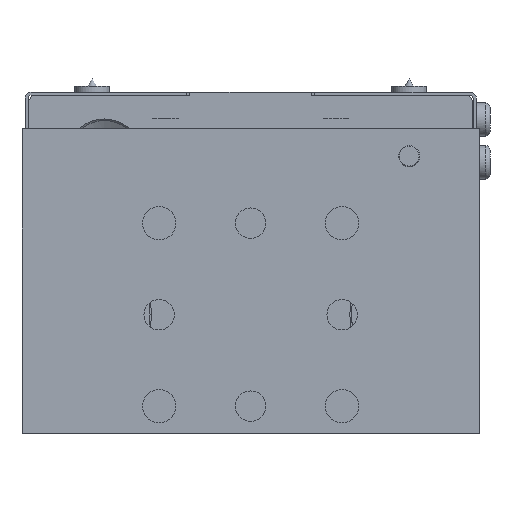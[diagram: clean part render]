
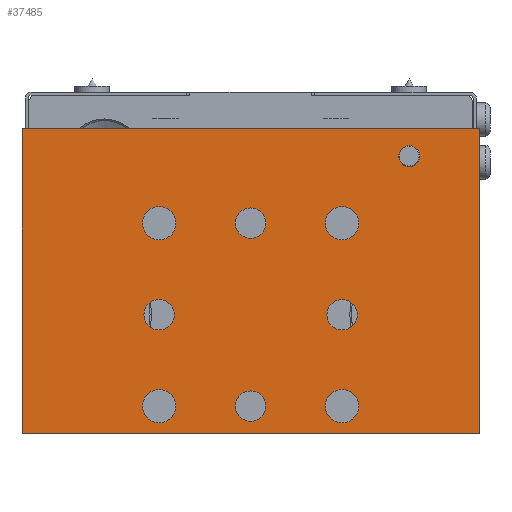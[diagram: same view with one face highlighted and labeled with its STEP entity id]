
A CAD part, left-side view. The second image highlights one B-rep face of the part: STEP entity #37485.
In plain terms, the highlighted face is planar.
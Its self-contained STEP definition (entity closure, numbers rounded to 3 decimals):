
#37347=CARTESIAN_POINT('',(540.,0.,49.));
#37348=DIRECTION('',(1.0,0.0,0.0));
#37349=DIRECTION('',(0.0,1.0,0.0));
#37350=AXIS2_PLACEMENT_3D('',#37347,#37348,#37349);
#37351=PLANE('',#37350);
#37352=CARTESIAN_POINT('',(540.,-75.,-1.));
#37353=VERTEX_POINT('',#37352);
#37354=CARTESIAN_POINT('',(540.,-75.,99.));
#37355=VERTEX_POINT('',#37354);
#37356=CARTESIAN_POINT('',(540.,-75.,-1.));
#37357=DIRECTION('',(0.0,0.0,1.0));
#37358=VECTOR('',#37357,100.);
#37359=LINE('',#37356,#37358);
#37360=EDGE_CURVE('',#37353,#37355,#37359,.T.);
#37361=ORIENTED_EDGE('',*,*,#37360,.F.);
#37362=CARTESIAN_POINT('',(540.,75.,-1.));
#37363=VERTEX_POINT('',#37362);
#37364=CARTESIAN_POINT('',(540.,75.,-1.));
#37365=DIRECTION('',(0.0,-1.0,0.0));
#37366=VECTOR('',#37365,150.);
#37367=LINE('',#37364,#37366);
#37368=EDGE_CURVE('',#37363,#37353,#37367,.T.);
#37369=ORIENTED_EDGE('',*,*,#37368,.F.);
#37370=CARTESIAN_POINT('',(540.,75.,99.));
#37371=VERTEX_POINT('',#37370);
#37372=CARTESIAN_POINT('',(540.,75.,99.));
#37373=DIRECTION('',(0.0,0.0,-1.0));
#37374=VECTOR('',#37373,100.0);
#37375=LINE('',#37372,#37374);
#37376=EDGE_CURVE('',#37371,#37363,#37375,.T.);
#37377=ORIENTED_EDGE('',*,*,#37376,.F.);
#37378=CARTESIAN_POINT('',(540.,-75.,99.));
#37379=DIRECTION('',(0.0,1.0,0.0));
#37380=VECTOR('',#37379,150.);
#37381=LINE('',#37378,#37380);
#37382=EDGE_CURVE('',#37355,#37371,#37381,.T.);
#37383=ORIENTED_EDGE('',*,*,#37382,.F.);
#37384=EDGE_LOOP('',(#37361,#37369,#37377,#37383));
#37385=FACE_OUTER_BOUND('',#37384,.T.);
#37386=CARTESIAN_POINT('',(540.,55.458,90.));
#37387=VERTEX_POINT('',#37386);
#37388=CARTESIAN_POINT('',(540.,52.,90.));
#37389=DIRECTION('',(-1.0,0.0,0.0));
#37390=DIRECTION('',(0.0,-1.0,0.0));
#37391=AXIS2_PLACEMENT_3D('',#37388,#37389,#37390);
#37392=CIRCLE('',#37391,3.459);
#37393=EDGE_CURVE('',#37387,#37387,#37392,.T.);
#37394=ORIENTED_EDGE('',*,*,#37393,.T.);
#37395=EDGE_LOOP('',(#37394));
#37396=FACE_BOUND('',#37395,.T.);
#37397=CARTESIAN_POINT('',(540.,5.,8.));
#37398=VERTEX_POINT('',#37397);
#37399=CARTESIAN_POINT('',(540.,0.,8.));
#37400=DIRECTION('',(-1.0,0.0,0.0));
#37401=DIRECTION('',(0.0,1.0,0.0));
#37402=AXIS2_PLACEMENT_3D('',#37399,#37400,#37401);
#37403=CIRCLE('',#37402,5.0);
#37404=EDGE_CURVE('',#37398,#37398,#37403,.T.);
#37405=ORIENTED_EDGE('',*,*,#37404,.T.);
#37406=EDGE_LOOP('',(#37405));
#37407=FACE_BOUND('',#37406,.T.);
#37408=CARTESIAN_POINT('',(540.,5.,68.));
#37409=VERTEX_POINT('',#37408);
#37410=CARTESIAN_POINT('',(540.,0.,68.));
#37411=DIRECTION('',(-1.0,0.0,0.0));
#37412=DIRECTION('',(0.0,1.0,0.0));
#37413=AXIS2_PLACEMENT_3D('',#37410,#37411,#37412);
#37414=CIRCLE('',#37413,5.0);
#37415=EDGE_CURVE('',#37409,#37409,#37414,.T.);
#37416=ORIENTED_EDGE('',*,*,#37415,.T.);
#37417=EDGE_LOOP('',(#37416));
#37418=FACE_BOUND('',#37417,.T.);
#37419=CARTESIAN_POINT('',(540.,-25.,38.));
#37420=VERTEX_POINT('',#37419);
#37421=CARTESIAN_POINT('',(540.,-30.,38.));
#37422=DIRECTION('',(-1.0,0.0,0.0));
#37423=DIRECTION('',(0.0,1.0,0.0));
#37424=AXIS2_PLACEMENT_3D('',#37421,#37422,#37423);
#37425=CIRCLE('',#37424,5.0);
#37426=EDGE_CURVE('',#37420,#37420,#37425,.T.);
#37427=ORIENTED_EDGE('',*,*,#37426,.T.);
#37428=EDGE_LOOP('',(#37427));
#37429=FACE_BOUND('',#37428,.T.);
#37430=CARTESIAN_POINT('',(540.,35.,38.));
#37431=VERTEX_POINT('',#37430);
#37432=CARTESIAN_POINT('',(540.,30.,38.));
#37433=DIRECTION('',(-1.0,0.0,0.0));
#37434=DIRECTION('',(0.0,1.0,0.0));
#37435=AXIS2_PLACEMENT_3D('',#37432,#37433,#37434);
#37436=CIRCLE('',#37435,5.0);
#37437=EDGE_CURVE('',#37431,#37431,#37436,.T.);
#37438=ORIENTED_EDGE('',*,*,#37437,.T.);
#37439=EDGE_LOOP('',(#37438));
#37440=FACE_BOUND('',#37439,.T.);
#37441=CARTESIAN_POINT('',(540.,-24.5,68.));
#37442=VERTEX_POINT('',#37441);
#37443=CARTESIAN_POINT('',(540.,-30.,68.));
#37444=DIRECTION('',(-1.0,0.0,0.0));
#37445=DIRECTION('',(0.0,-1.0,0.0));
#37446=AXIS2_PLACEMENT_3D('',#37443,#37444,#37445);
#37447=CIRCLE('',#37446,5.5);
#37448=EDGE_CURVE('',#37442,#37442,#37447,.T.);
#37449=ORIENTED_EDGE('',*,*,#37448,.T.);
#37450=EDGE_LOOP('',(#37449));
#37451=FACE_BOUND('',#37450,.T.);
#37452=CARTESIAN_POINT('',(540.,35.5,8.));
#37453=VERTEX_POINT('',#37452);
#37454=CARTESIAN_POINT('',(540.,30.,8.));
#37455=DIRECTION('',(-1.0,0.0,0.0));
#37456=DIRECTION('',(0.0,-1.0,0.0));
#37457=AXIS2_PLACEMENT_3D('',#37454,#37455,#37456);
#37458=CIRCLE('',#37457,5.5);
#37459=EDGE_CURVE('',#37453,#37453,#37458,.T.);
#37460=ORIENTED_EDGE('',*,*,#37459,.T.);
#37461=EDGE_LOOP('',(#37460));
#37462=FACE_BOUND('',#37461,.T.);
#37463=CARTESIAN_POINT('',(540.,35.5,68.));
#37464=VERTEX_POINT('',#37463);
#37465=CARTESIAN_POINT('',(540.,30.,68.));
#37466=DIRECTION('',(-1.0,0.0,0.0));
#37467=DIRECTION('',(0.0,-1.0,0.0));
#37468=AXIS2_PLACEMENT_3D('',#37465,#37466,#37467);
#37469=CIRCLE('',#37468,5.5);
#37470=EDGE_CURVE('',#37464,#37464,#37469,.T.);
#37471=ORIENTED_EDGE('',*,*,#37470,.T.);
#37472=EDGE_LOOP('',(#37471));
#37473=FACE_BOUND('',#37472,.T.);
#37474=CARTESIAN_POINT('',(540.,-24.5,8.));
#37475=VERTEX_POINT('',#37474);
#37476=CARTESIAN_POINT('',(540.,-30.,8.));
#37477=DIRECTION('',(-1.0,0.0,0.0));
#37478=DIRECTION('',(0.0,-1.0,0.0));
#37479=AXIS2_PLACEMENT_3D('',#37476,#37477,#37478);
#37480=CIRCLE('',#37479,5.5);
#37481=EDGE_CURVE('',#37475,#37475,#37480,.T.);
#37482=ORIENTED_EDGE('',*,*,#37481,.T.);
#37483=EDGE_LOOP('',(#37482));
#37484=FACE_BOUND('',#37483,.T.);
#37485=ADVANCED_FACE('',(#37385,#37396,#37407,#37418,#37429,#37440,#37451,#37462,#37473,#37484),#37351,.T.);
